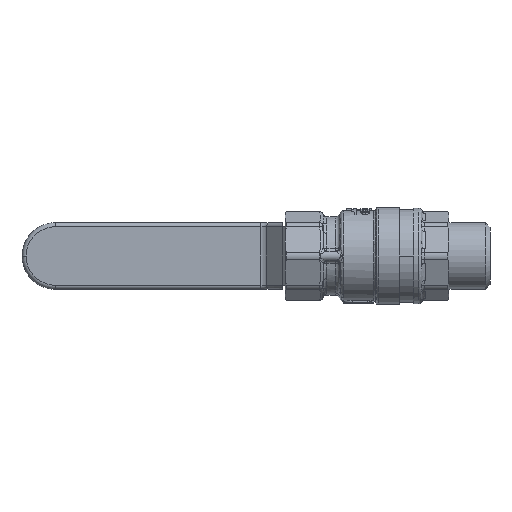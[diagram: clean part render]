
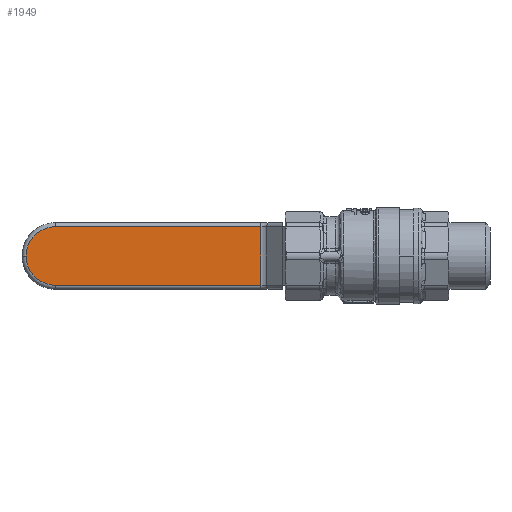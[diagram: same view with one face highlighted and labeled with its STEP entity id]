
A CAD part, front view. The second image highlights one B-rep face of the part: STEP entity #1949.
In plain terms, the highlighted planar face has unit normal (0, -1, 0).
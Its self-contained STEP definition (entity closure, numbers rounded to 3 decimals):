
#1753 = VERTEX_POINT ( 'NONE', #7869 ) ;
#1763 = VERTEX_POINT ( 'NONE', #8145 ) ;
#1765 = EDGE_CURVE ( 'NONE', #1771, #1753, #8132, .T. ) ;
#1771 = VERTEX_POINT ( 'NONE', #8180 ) ;
#1773 = VERTEX_POINT ( 'NONE', #8179 ) ;
#1774 = EDGE_CURVE ( 'NONE', #1773, #1771, #8175, .T. ) ;
#1814 = EDGE_CURVE ( 'NONE', #1763, #1773, #8226, .T. ) ;
#1905 = VERTEX_POINT ( 'NONE', #8440 ) ;
#1935 = EDGE_CURVE ( 'NONE', #1905, #1763, #8569, .T. ) ;
#1938 = ORIENTED_EDGE ( 'NONE', *, *, #1947, .T. ) ;
#1944 = EDGE_LOOP ( 'NONE', ( #1938, #1948, #1983, #1982, #1981 ) ) ;
#1947 = EDGE_CURVE ( 'NONE', #1753, #1905, #8558, .T. ) ;
#1948 = ORIENTED_EDGE ( 'NONE', *, *, #1935, .T. ) ;
#1949 = ADVANCED_FACE ( 'NONE', ( #8559 ), #8551, .F. ) ;
#1981 = ORIENTED_EDGE ( 'NONE', *, *, #1765, .T. ) ;
#1982 = ORIENTED_EDGE ( 'NONE', *, *, #1774, .T. ) ;
#1983 = ORIENTED_EDGE ( 'NONE', *, *, #1814, .T. ) ;
#7869 = CARTESIAN_POINT ( 'NONE',  ( -25.882, 32.04, -7.25 ) ) ;
#8128 = DIRECTION ( 'NONE',  ( 1., 0., 0. ) ) ;
#8129 = VECTOR ( 'NONE', #8128, 1000. ) ;
#8130 = CARTESIAN_POINT ( 'NONE',  ( -25.882, 32.04, -7.25 ) ) ;
#8132 = LINE ( 'NONE', #8130, #8129 ) ;
#8145 = CARTESIAN_POINT ( 'NONE',  ( -76.75, 32.04, 7.25 ) ) ;
#8167 = DIRECTION ( 'NONE',  ( 1., 0., 0. ) ) ;
#8168 = DIRECTION ( 'NONE',  ( 0., -1., 0. ) ) ;
#8169 = CARTESIAN_POINT ( 'NONE',  ( -76.75, 32.04, 0. ) ) ;
#8170 = AXIS2_PLACEMENT_3D ( 'NONE', #8169, #8168, #8167 ) ;
#8175 = CIRCLE ( 'NONE', #8170, 7.25 ) ;
#8179 = CARTESIAN_POINT ( 'NONE',  ( -84., 32.04, 0. ) ) ;
#8180 = CARTESIAN_POINT ( 'NONE',  ( -76.75, 32.04, -7.25 ) ) ;
#8226 = CIRCLE ( 'NONE', #8273, 7.25 ) ;
#8270 = DIRECTION ( 'NONE',  ( 1., 0., 0. ) ) ;
#8271 = DIRECTION ( 'NONE',  ( 0., -1., 0. ) ) ;
#8272 = CARTESIAN_POINT ( 'NONE',  ( -76.75, 32.04, 0. ) ) ;
#8273 = AXIS2_PLACEMENT_3D ( 'NONE', #8272, #8271, #8270 ) ;
#8440 = CARTESIAN_POINT ( 'NONE',  ( -25.882, 32.04, 7.25 ) ) ;
#8508 = DIRECTION ( 'NONE',  ( -1., 0., 0. ) ) ;
#8510 = CARTESIAN_POINT ( 'NONE',  ( -25.053, 32.04, -8.25 ) ) ;
#8511 = AXIS2_PLACEMENT_3D ( 'NONE', #8510, #8549, #8546 ) ;
#8517 = CARTESIAN_POINT ( 'NONE',  ( -25.053, 32.04, 7.25 ) ) ;
#8546 = DIRECTION ( 'NONE',  ( 1., 0., 0. ) ) ;
#8549 = DIRECTION ( 'NONE',  ( 0., 1., 0. ) ) ;
#8551 = PLANE ( 'NONE',  #8511 ) ;
#8552 = DIRECTION ( 'NONE',  ( 0., 0., 1. ) ) ;
#8553 = VECTOR ( 'NONE', #8552, 1000. ) ;
#8554 = CARTESIAN_POINT ( 'NONE',  ( -25.882, 32.04, 8.25 ) ) ;
#8558 = LINE ( 'NONE', #8554, #8553 ) ;
#8559 = FACE_OUTER_BOUND ( 'NONE', #1944, .T. ) ;
#8568 = VECTOR ( 'NONE', #8508, 1000. ) ;
#8569 = LINE ( 'NONE', #8517, #8568 ) ;
